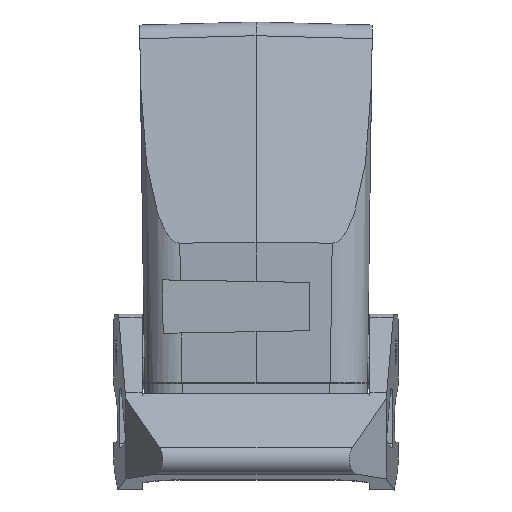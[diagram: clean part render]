
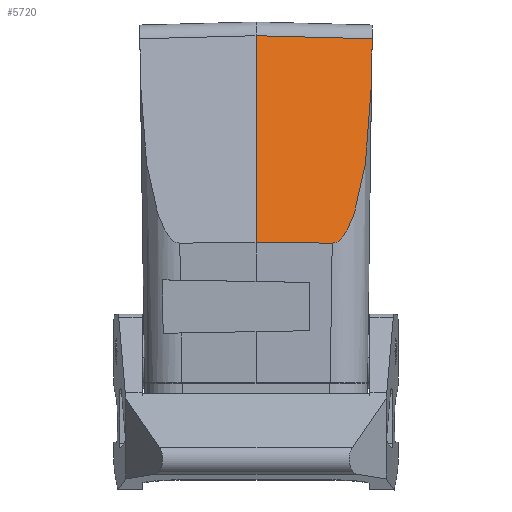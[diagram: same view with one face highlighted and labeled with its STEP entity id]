
A CAD part, front view. The second image highlights one B-rep face of the part: STEP entity #5720.
In plain terms, the highlighted face is planar.
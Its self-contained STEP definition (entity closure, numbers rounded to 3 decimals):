
#4000=CARTESIAN_POINT('',(28.598,-33.779,
22.755));
#4010=VERTEX_POINT('',#4000);
#4040=CARTESIAN_POINT('',(42.491,26.3,
21.913));
#4050=DIRECTION('',(-0.225,-0.974,
0.014));
#4060=VECTOR('',#4050,1.);
#4070=LINE('',#4040,#4060);
#4080=CARTESIAN_POINT('',(26.607,-42.39,
22.875));
#4090=VERTEX_POINT('',#4080);
#4100=EDGE_CURVE('',#4010,#4090,#4070,.T.);
#5130=CARTESIAN_POINT('',(27.506,-43.52,
-20.295));
#5140=DIRECTION('',(-0.021,0.026,
0.999));
#5150=VECTOR('',#5140,1.);
#5160=LINE('',#5130,#5150);
#5170=CARTESIAN_POINT('',(27.083,-42.988,
0.013));
#5180=VERTEX_POINT('',#5170);
#5190=EDGE_CURVE('',#5180,#4090,#5160,.T.);
#5400=CARTESIAN_POINT('',(43.08,26.3,
0.013));
#5410=DIRECTION('',(-0.974,0.225,
-0.026));
#5420=DIRECTION('',(-0.225,-0.974,
0.));
#5430=AXIS2_PLACEMENT_3D('',#5400,#5410,#5420);
#5440=PLANE('',#5430);
#5450=CARTESIAN_POINT('',(37.024,-2.26,
-19.986));
#5460=DIRECTION('',(0.026,-0.003,
-1.));
#5470=VECTOR('',#5460,1.);
#5480=LINE('',#5450,#5470);
#5490=CARTESIAN_POINT('',(36.107,-2.155,
15.007));
#5500=VERTEX_POINT('',#5490);
#5510=CARTESIAN_POINT('',(36.5,-2.2,
0.013));
#5520=VERTEX_POINT('',#5510);
#5530=EDGE_CURVE('',#5500,#5520,#5480,.T.);
#5540=ORIENTED_EDGE('',*,*,#5530,.F.);
#5550=CARTESIAN_POINT('',(43.08,26.3,
0.013));
#5560=DIRECTION('',(-0.225,-0.974,
0.));
#5570=VECTOR('',#5560,1.);
#5580=LINE('',#5550,#5570);
#5590=EDGE_CURVE('',#5520,#5180,#5580,.T.);
#5600=ORIENTED_EDGE('',*,*,#5590,.F.);
#5610=ORIENTED_EDGE('',*,*,#5190,.F.);
#5620=ORIENTED_EDGE('',*,*,#4100,.T.);
#5630=CARTESIAN_POINT('',(28.598,-34.652,
15.266));
#5640=DIRECTION('',(-0.974,0.225,
-0.026));
#5650=DIRECTION('',(-0.225,-0.974,
0.008));
#5660=AXIS2_PLACEMENT_3D('',#5630,#5640,#5650);
#5670=ELLIPSE('',#5660,33.354,7.5);
#5680=EDGE_CURVE('',#4010,#5500,#5670,.T.);
#5690=ORIENTED_EDGE('',*,*,#5680,.F.);
#5700=EDGE_LOOP('',(#5690,#5620,#5610,#5600,#5540));
#5710=FACE_OUTER_BOUND('',#5700,.T.);
#5720=ADVANCED_FACE('',(#5710),#5440,.F.);
